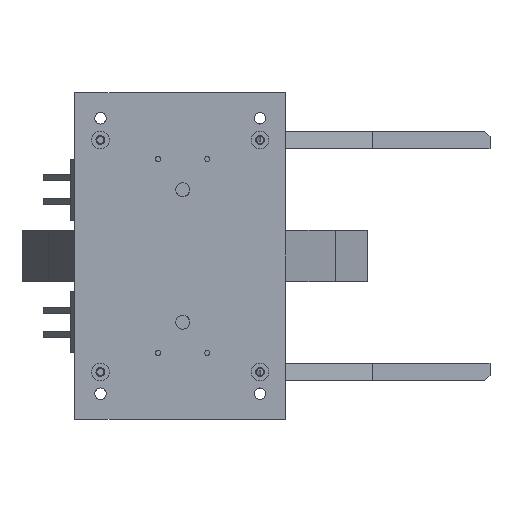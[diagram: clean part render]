
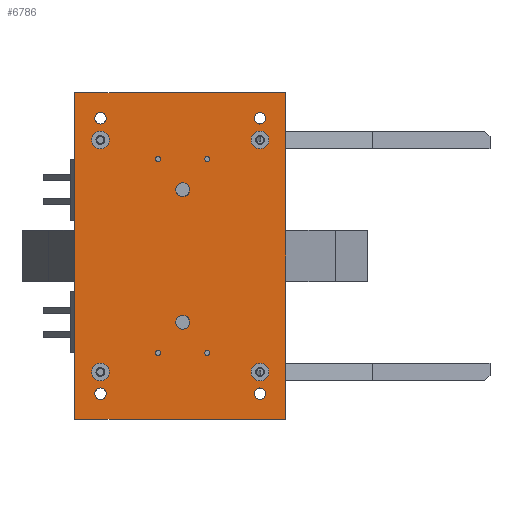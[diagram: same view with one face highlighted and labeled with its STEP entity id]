
A CAD part, front view. The second image highlights one B-rep face of the part: STEP entity #6786.
In plain terms, the highlighted planar face has unit normal (0, -1, 0).
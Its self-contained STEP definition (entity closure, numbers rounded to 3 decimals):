
#215=FACE_BOUND('',#1315,.T.);
#216=FACE_BOUND('',#1316,.T.);
#217=FACE_BOUND('',#1317,.T.);
#218=FACE_BOUND('',#1318,.T.);
#219=FACE_BOUND('',#1319,.T.);
#220=FACE_BOUND('',#1320,.T.);
#221=FACE_BOUND('',#1321,.T.);
#222=FACE_BOUND('',#1322,.T.);
#223=FACE_BOUND('',#1323,.T.);
#224=FACE_BOUND('',#1324,.T.);
#225=FACE_BOUND('',#1325,.T.);
#226=FACE_BOUND('',#1326,.T.);
#227=FACE_BOUND('',#1327,.T.);
#228=FACE_BOUND('',#1328,.T.);
#479=PLANE('',#7517);
#837=FACE_OUTER_BOUND('',#1314,.T.);
#1314=EDGE_LOOP('',(#6001,#6002,#6003,#6004));
#1315=EDGE_LOOP('',(#6005));
#1316=EDGE_LOOP('',(#6006));
#1317=EDGE_LOOP('',(#6007));
#1318=EDGE_LOOP('',(#6008));
#1319=EDGE_LOOP('',(#6009));
#1320=EDGE_LOOP('',(#6010));
#1321=EDGE_LOOP('',(#6011));
#1322=EDGE_LOOP('',(#6012));
#1323=EDGE_LOOP('',(#6013));
#1324=EDGE_LOOP('',(#6014));
#1325=EDGE_LOOP('',(#6015));
#1326=EDGE_LOOP('',(#6016));
#1327=EDGE_LOOP('',(#6017));
#1328=EDGE_LOOP('',(#6018));
#1609=CIRCLE('',#7442,3.5);
#1612=CIRCLE('',#7447,3.5);
#1615=CIRCLE('',#7452,3.5);
#1618=CIRCLE('',#7457,3.5);
#1623=CIRCLE('',#7478,2.25);
#1625=CIRCLE('',#7481,2.25);
#1627=CIRCLE('',#7484,2.25);
#1629=CIRCLE('',#7487,2.25);
#1631=CIRCLE('',#7490,2.75);
#1632=CIRCLE('',#7492,1.);
#1634=CIRCLE('',#7495,1.);
#1636=CIRCLE('',#7498,1.);
#1638=CIRCLE('',#7501,1.);
#1643=CIRCLE('',#7510,2.75);
#2195=LINE('',#11466,#2848);
#2198=LINE('',#11472,#2851);
#2201=LINE('',#11478,#2854);
#2204=LINE('',#11482,#2857);
#2848=VECTOR('',#9213,10.);
#2851=VECTOR('',#9218,10.);
#2854=VECTOR('',#9223,10.);
#2857=VECTOR('',#9228,10.);
#3435=VERTEX_POINT('',#11274);
#3438=VERTEX_POINT('',#11283);
#3441=VERTEX_POINT('',#11292);
#3444=VERTEX_POINT('',#11301);
#3473=VERTEX_POINT('',#11388);
#3475=VERTEX_POINT('',#11394);
#3477=VERTEX_POINT('',#11400);
#3479=VERTEX_POINT('',#11406);
#3481=VERTEX_POINT('',#11412);
#3482=VERTEX_POINT('',#11416);
#3484=VERTEX_POINT('',#11422);
#3486=VERTEX_POINT('',#11428);
#3488=VERTEX_POINT('',#11434);
#3493=VERTEX_POINT('',#11452);
#3497=VERTEX_POINT('',#11463);
#3498=VERTEX_POINT('',#11465);
#3500=VERTEX_POINT('',#11471);
#3502=VERTEX_POINT('',#11477);
#4266=EDGE_CURVE('',#3435,#3435,#1609,.T.);
#4270=EDGE_CURVE('',#3438,#3438,#1612,.T.);
#4274=EDGE_CURVE('',#3441,#3441,#1615,.T.);
#4278=EDGE_CURVE('',#3444,#3444,#1618,.T.);
#4320=EDGE_CURVE('',#3473,#3473,#1623,.T.);
#4323=EDGE_CURVE('',#3475,#3475,#1625,.T.);
#4326=EDGE_CURVE('',#3477,#3477,#1627,.T.);
#4329=EDGE_CURVE('',#3479,#3479,#1629,.T.);
#4332=EDGE_CURVE('',#3481,#3481,#1631,.T.);
#4334=EDGE_CURVE('',#3482,#3482,#1632,.T.);
#4337=EDGE_CURVE('',#3484,#3484,#1634,.T.);
#4340=EDGE_CURVE('',#3486,#3486,#1636,.T.);
#4343=EDGE_CURVE('',#3488,#3488,#1638,.T.);
#4352=EDGE_CURVE('',#3493,#3493,#1643,.T.);
#4358=EDGE_CURVE('',#3498,#3497,#2195,.T.);
#4361=EDGE_CURVE('',#3500,#3498,#2198,.T.);
#4364=EDGE_CURVE('',#3502,#3500,#2201,.T.);
#4367=EDGE_CURVE('',#3497,#3502,#2204,.T.);
#6001=ORIENTED_EDGE('',*,*,#4367,.T.);
#6002=ORIENTED_EDGE('',*,*,#4364,.T.);
#6003=ORIENTED_EDGE('',*,*,#4361,.T.);
#6004=ORIENTED_EDGE('',*,*,#4358,.T.);
#6005=ORIENTED_EDGE('',*,*,#4266,.T.);
#6006=ORIENTED_EDGE('',*,*,#4270,.T.);
#6007=ORIENTED_EDGE('',*,*,#4274,.T.);
#6008=ORIENTED_EDGE('',*,*,#4278,.T.);
#6009=ORIENTED_EDGE('',*,*,#4352,.T.);
#6010=ORIENTED_EDGE('',*,*,#4343,.T.);
#6011=ORIENTED_EDGE('',*,*,#4340,.T.);
#6012=ORIENTED_EDGE('',*,*,#4337,.T.);
#6013=ORIENTED_EDGE('',*,*,#4334,.T.);
#6014=ORIENTED_EDGE('',*,*,#4332,.T.);
#6015=ORIENTED_EDGE('',*,*,#4329,.T.);
#6016=ORIENTED_EDGE('',*,*,#4326,.T.);
#6017=ORIENTED_EDGE('',*,*,#4323,.T.);
#6018=ORIENTED_EDGE('',*,*,#4320,.T.);
#6786=ADVANCED_FACE('',(#837,#215,#216,#217,#218,#219,#220,#221,#222,#223,
#224,#225,#226,#227,#228),#479,.T.);
#7442=AXIS2_PLACEMENT_3D('',#11275,#9013,#9014);
#7447=AXIS2_PLACEMENT_3D('',#11284,#9024,#9025);
#7452=AXIS2_PLACEMENT_3D('',#11293,#9035,#9036);
#7457=AXIS2_PLACEMENT_3D('',#11302,#9046,#9047);
#7478=AXIS2_PLACEMENT_3D('',#11389,#9125,#9126);
#7481=AXIS2_PLACEMENT_3D('',#11395,#9132,#9133);
#7484=AXIS2_PLACEMENT_3D('',#11401,#9139,#9140);
#7487=AXIS2_PLACEMENT_3D('',#11407,#9146,#9147);
#7490=AXIS2_PLACEMENT_3D('',#11413,#9153,#9154);
#7492=AXIS2_PLACEMENT_3D('',#11417,#9158,#9159);
#7495=AXIS2_PLACEMENT_3D('',#11423,#9165,#9166);
#7498=AXIS2_PLACEMENT_3D('',#11429,#9172,#9173);
#7501=AXIS2_PLACEMENT_3D('',#11435,#9179,#9180);
#7510=AXIS2_PLACEMENT_3D('',#11453,#9201,#9202);
#7517=AXIS2_PLACEMENT_3D('',#11483,#9229,#9230);
#9013=DIRECTION('center_axis',(0.002,1.,0.));
#9014=DIRECTION('ref_axis',(1.,-0.002,0.));
#9024=DIRECTION('center_axis',(0.002,1.,0.));
#9025=DIRECTION('ref_axis',(1.,-0.002,0.));
#9035=DIRECTION('center_axis',(0.002,1.,0.));
#9036=DIRECTION('ref_axis',(1.,-0.002,0.));
#9046=DIRECTION('center_axis',(0.002,1.,0.));
#9047=DIRECTION('ref_axis',(1.,-0.002,0.));
#9125=DIRECTION('center_axis',(0.002,1.,0.));
#9126=DIRECTION('ref_axis',(1.,-0.002,0.));
#9132=DIRECTION('center_axis',(0.002,1.,0.));
#9133=DIRECTION('ref_axis',(1.,-0.002,0.));
#9139=DIRECTION('center_axis',(0.002,1.,0.));
#9140=DIRECTION('ref_axis',(1.,-0.002,0.));
#9146=DIRECTION('center_axis',(0.002,1.,0.));
#9147=DIRECTION('ref_axis',(1.,-0.002,0.));
#9153=DIRECTION('center_axis',(0.002,1.,0.));
#9154=DIRECTION('ref_axis',(1.,-0.002,0.));
#9158=DIRECTION('center_axis',(0.002,1.,0.));
#9159=DIRECTION('ref_axis',(1.,-0.002,0.));
#9165=DIRECTION('center_axis',(0.002,1.,0.));
#9166=DIRECTION('ref_axis',(1.,-0.002,0.));
#9172=DIRECTION('center_axis',(0.002,1.,0.));
#9173=DIRECTION('ref_axis',(1.,-0.002,0.));
#9179=DIRECTION('center_axis',(0.002,1.,0.));
#9180=DIRECTION('ref_axis',(1.,-0.002,0.));
#9201=DIRECTION('center_axis',(0.002,1.,0.));
#9202=DIRECTION('ref_axis',(1.,-0.002,0.));
#9213=DIRECTION('',(1.,-0.002,0.));
#9218=DIRECTION('',(0.,0.,-1.));
#9223=DIRECTION('',(-1.,0.002,0.));
#9228=DIRECTION('',(0.,0.,1.));
#9229=DIRECTION('center_axis',(-0.002,-1.,
0.));
#9230=DIRECTION('ref_axis',(1.,-0.002,0.));
#11274=CARTESIAN_POINT('',(26.801,-27.165,55.5));
#11275=CARTESIAN_POINT('Origin',(30.301,-27.174,55.5));
#11283=CARTESIAN_POINT('',(-35.769,-27.009,-35.5));
#11284=CARTESIAN_POINT('Origin',(-32.269,-27.018,-35.5));
#11292=CARTESIAN_POINT('',(-35.769,-27.009,55.5));
#11293=CARTESIAN_POINT('Origin',(-32.269,-27.018,55.5));
#11301=CARTESIAN_POINT('',(26.801,-27.165,-35.5));
#11302=CARTESIAN_POINT('Origin',(30.301,-27.174,-35.5));
#11388=CARTESIAN_POINT('',(28.051,-27.168,-44.));
#11389=CARTESIAN_POINT('Origin',(30.301,-27.174,-44.));
#11394=CARTESIAN_POINT('',(-34.519,-27.012,-44.));
#11395=CARTESIAN_POINT('Origin',(-32.269,-27.018,-44.));
#11400=CARTESIAN_POINT('',(-34.519,-27.012,64.));
#11401=CARTESIAN_POINT('Origin',(-32.269,-27.018,64.));
#11406=CARTESIAN_POINT('',(28.051,-27.168,64.));
#11407=CARTESIAN_POINT('Origin',(30.301,-27.174,64.));
#11412=CARTESIAN_POINT('',(-2.77,-27.091,36.));
#11413=CARTESIAN_POINT('Origin',(-0.02,-27.098,
36.));
#11416=CARTESIAN_POINT('',(-10.654,-27.072,48.));
#11417=CARTESIAN_POINT('Origin',(-9.654,-27.074,48.));
#11422=CARTESIAN_POINT('',(8.614,-27.12,48.));
#11423=CARTESIAN_POINT('Origin',(9.614,-27.122,48.));
#11428=CARTESIAN_POINT('',(-10.654,-27.072,-28.));
#11429=CARTESIAN_POINT('Origin',(-9.654,-27.074,-28.));
#11434=CARTESIAN_POINT('',(8.614,-27.12,-28.));
#11435=CARTESIAN_POINT('Origin',(9.614,-27.122,-28.));
#11452=CARTESIAN_POINT('',(-2.77,-27.091,-16.01));
#11453=CARTESIAN_POINT('Origin',(-0.02,-27.098,-16.01));
#11463=CARTESIAN_POINT('',(40.301,-27.199,-54.));
#11465=CARTESIAN_POINT('',(-42.269,-26.993,-54.));
#11466=CARTESIAN_POINT('',(40.301,-27.199,-54.));
#11471=CARTESIAN_POINT('',(-42.269,-26.993,74.));
#11472=CARTESIAN_POINT('',(-42.269,-26.993,74.));
#11477=CARTESIAN_POINT('',(40.301,-27.199,74.));
#11478=CARTESIAN_POINT('',(40.301,-27.199,74.));
#11482=CARTESIAN_POINT('',(40.301,-27.199,-39.));
#11483=CARTESIAN_POINT('Origin',(-0.984,-27.096,10.));
